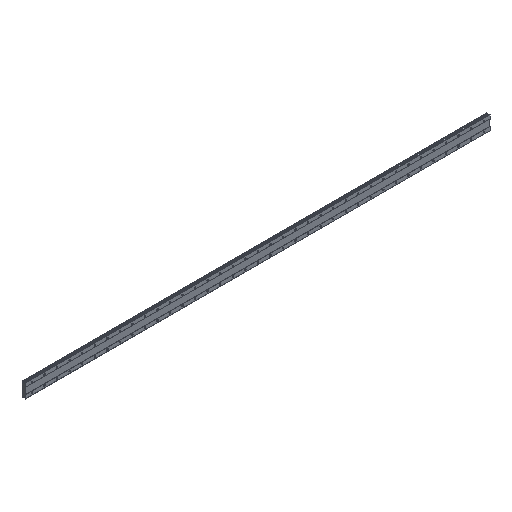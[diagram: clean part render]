
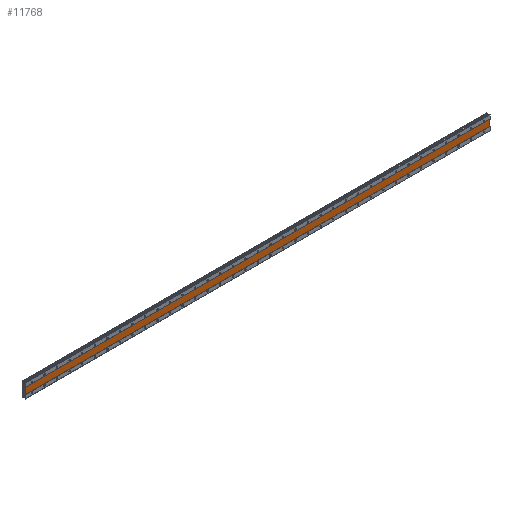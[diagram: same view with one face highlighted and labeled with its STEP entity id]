
A CAD part, isometric view. The second image highlights one B-rep face of the part: STEP entity #11768.
In plain terms, the highlighted planar face has unit normal (0, -1, 0).
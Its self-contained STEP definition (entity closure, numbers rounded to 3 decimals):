
#171 = CARTESIAN_POINT ( 'NONE',  ( -40., 1., 20. ) ) ;
#233 = LINE ( 'NONE', #171, #3124 ) ;
#813 = LINE ( 'NONE', #6618, #8837 ) ;
#855 = CARTESIAN_POINT ( 'NONE',  ( 2920., 1., 20. ) ) ;
#1101 = DIRECTION ( 'NONE',  ( 0., 0., 1. ) ) ;
#1981 = ORIENTED_EDGE ( 'NONE', *, *, #11582, .F. ) ;
#2104 = CARTESIAN_POINT ( 'NONE',  ( 2920., 1., 20. ) ) ;
#2182 = EDGE_CURVE ( 'NONE', #7342, #10925, #11793, .T. ) ;
#2250 = CARTESIAN_POINT ( 'NONE',  ( -40., 1., -20. ) ) ;
#2606 = ORIENTED_EDGE ( 'NONE', *, *, #2182, .F. ) ;
#3124 = VECTOR ( 'NONE', #7117, 1000. ) ;
#3310 = CARTESIAN_POINT ( 'NONE',  ( 2920., 1., 20. ) ) ;
#3819 = EDGE_LOOP ( 'NONE', ( #1981, #2606, #9338, #9148 ) ) ;
#5209 = LINE ( 'NONE', #3310, #7406 ) ;
#5359 = AXIS2_PLACEMENT_3D ( 'NONE', #2104, #9736, #1101 ) ;
#5776 = FACE_OUTER_BOUND ( 'NONE', #3819, .T. ) ;
#5836 = PLANE ( 'NONE',  #5359 ) ;
#6618 = CARTESIAN_POINT ( 'NONE',  ( 2920., 1., -20. ) ) ;
#6687 = DIRECTION ( 'NONE',  ( -1., 0., 0. ) ) ;
#7117 = DIRECTION ( 'NONE',  ( 0., 0., 1. ) ) ;
#7119 = CARTESIAN_POINT ( 'NONE',  ( 2920., 1., -20. ) ) ;
#7241 = DIRECTION ( 'NONE',  ( 1., 0., 0. ) ) ;
#7342 = VERTEX_POINT ( 'NONE', #855 ) ;
#7406 = VECTOR ( 'NONE', #7241, 1000. ) ;
#7689 = EDGE_CURVE ( 'NONE', #12466, #7342, #5209, .T. ) ;
#7832 = CARTESIAN_POINT ( 'NONE',  ( 2920., 1., 20. ) ) ;
#8837 = VECTOR ( 'NONE', #6687, 1000. ) ;
#9148 = ORIENTED_EDGE ( 'NONE', *, *, #10481, .F. ) ;
#9338 = ORIENTED_EDGE ( 'NONE', *, *, #7689, .F. ) ;
#9736 = DIRECTION ( 'NONE',  ( 0., 1., 0. ) ) ;
#10481 = EDGE_CURVE ( 'NONE', #11474, #12466, #233, .T. ) ;
#10914 = VECTOR ( 'NONE', #10941, 1000. ) ;
#10925 = VERTEX_POINT ( 'NONE', #7119 ) ;
#10941 = DIRECTION ( 'NONE',  ( 0., 0., -1. ) ) ;
#11474 = VERTEX_POINT ( 'NONE', #2250 ) ;
#11559 = CARTESIAN_POINT ( 'NONE',  ( -40., 1., 20. ) ) ;
#11582 = EDGE_CURVE ( 'NONE', #10925, #11474, #813, .T. ) ;
#11768 = ADVANCED_FACE ( 'NONE', ( #5776 ), #5836, .F. ) ;
#11793 = LINE ( 'NONE', #7832, #10914 ) ;
#12466 = VERTEX_POINT ( 'NONE', #11559 ) ;
